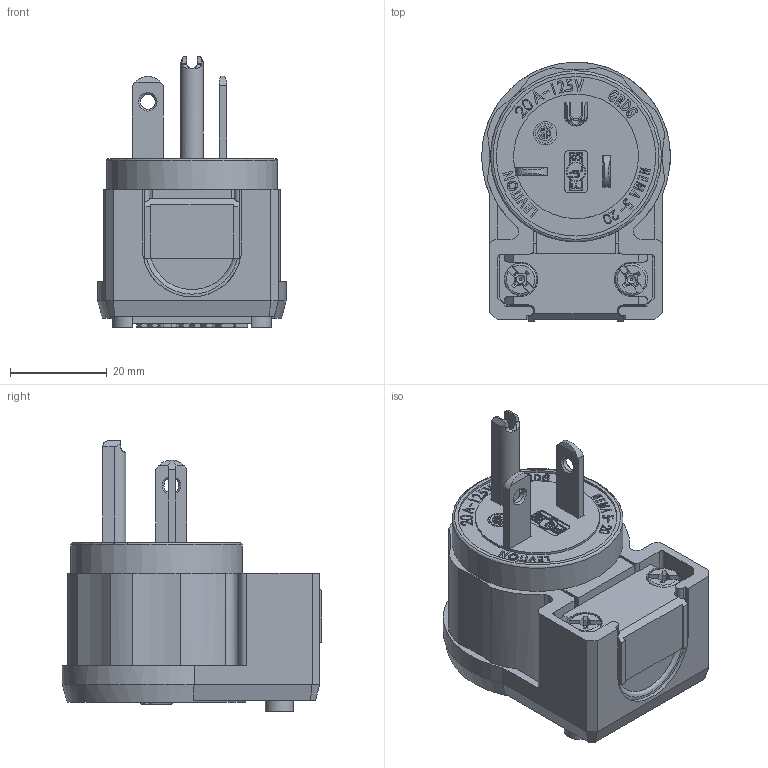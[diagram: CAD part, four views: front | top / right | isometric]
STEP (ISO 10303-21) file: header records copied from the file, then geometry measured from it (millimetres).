
FILE_DESCRIPTION (( 'STEP AP214' ), '1' );
FILE_NAME ('CATSTD-05366-0CA-M01.STEP', '2022-03-31T11:55:42', ( '' ), ( '' ), 'SwSTEP 2.0', 'SolidWorks 2020', '' );
FILE_SCHEMA (( 'AUTOMOTIVE_DESIGN' ));
Length unit declared in the file: inch
Products named in the file (1): CATSTD-05366-0CA-M01
Bounding box: 38.93 x 53.55 x 55.83 mm (x, y, z)
Volume: 48599.8 mm3; surface area: 15043.7 mm2
Topology: 1 solids, 6 shells, 983 faces, 2709 edges, 1801 vertices
Faces by surface type: plane 649, bspline 166, cylinder 123, torus 25, cone 20
Full cylindrical faces by diameter (mm): 2.896 x2, 3.048 x2, 3.683 x2, 3.734 x1, 4.826 x1, 6.655 x3, 7.518 x1, 32.918 x1, 35.306 x1
Entity records: 52095 total; most frequent: CARTESIAN_POINT 16728, ORIENTED_EDGE 5298, DIRECTION 3966, EDGE_CURVE 2649, LINE 1816, VECTOR 1816, VERTEX_POINT 1779, EDGE_LOOP 1104
